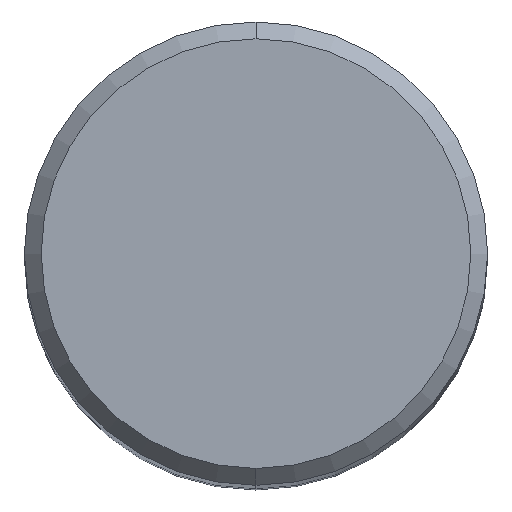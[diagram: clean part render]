
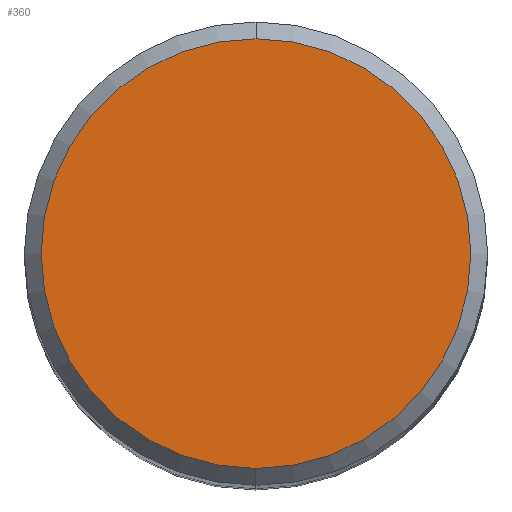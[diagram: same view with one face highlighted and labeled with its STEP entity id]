
A CAD part, top view. The second image highlights one B-rep face of the part: STEP entity #360.
In plain terms, the highlighted planar face has unit normal (0, 0, 1).
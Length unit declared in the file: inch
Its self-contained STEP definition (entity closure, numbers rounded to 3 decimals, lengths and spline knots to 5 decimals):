
#16 = DIRECTION ( 'NONE',  ( 0., -1., 0. ) ) ;
#25 = CARTESIAN_POINT ( 'NONE',  ( 0., 0.2556, 0. ) ) ;
#33 = CARTESIAN_POINT ( 'NONE',  ( 0., -0.2556, 0. ) ) ;
#44 = EDGE_LOOP ( 'NONE', ( #329, #215 ) ) ;
#49 = CIRCLE ( 'NONE', #144, 0.2556 ) ;
#58 = CARTESIAN_POINT ( 'NONE',  ( 0., 0., 0. ) ) ;
#67 = CIRCLE ( 'NONE', #351, 0.2556 ) ;
#96 = VERTEX_POINT ( 'NONE', #386 ) ;
#121 = DIRECTION ( 'NONE',  ( 0., -1., 0. ) ) ;
#122 = VERTEX_POINT ( 'NONE', #33 ) ;
#144 = AXIS2_PLACEMENT_3D ( 'NONE', #327, #297, #16 ) ;
#187 = PLANE ( 'NONE',  #391 ) ;
#215 = ORIENTED_EDGE ( 'NONE', *, *, #255, .T. ) ;
#255 = EDGE_CURVE ( 'NONE', #122, #96, #49, .T. ) ;
#265 = FACE_OUTER_BOUND ( 'NONE', #44, .T. ) ;
#297 = DIRECTION ( 'NONE',  ( 0., 0., 1. ) ) ;
#327 = CARTESIAN_POINT ( 'NONE',  ( 0., 0., 0. ) ) ;
#328 = DIRECTION ( 'NONE',  ( 0., 0., 1. ) ) ;
#329 = ORIENTED_EDGE ( 'NONE', *, *, #340, .T. ) ;
#340 = EDGE_CURVE ( 'NONE', #96, #122, #67, .T. ) ;
#351 = AXIS2_PLACEMENT_3D ( 'NONE', #58, #328, #121 ) ;
#360 = ADVANCED_FACE ( 'NONE', ( #265 ), #187, .F. ) ;
#386 = CARTESIAN_POINT ( 'NONE',  ( 0., 0.2556, 0. ) ) ;
#391 = AXIS2_PLACEMENT_3D ( 'NONE', #25, #405, #398 ) ;
#398 = DIRECTION ( 'NONE',  ( 0., 1., 0. ) ) ;
#405 = DIRECTION ( 'NONE',  ( 0., 0., -1. ) ) ;
